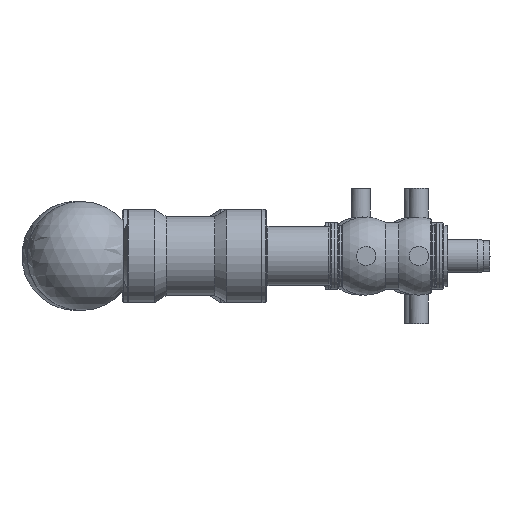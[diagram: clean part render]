
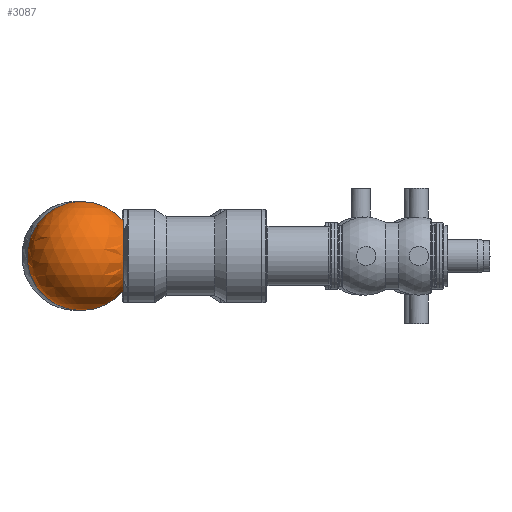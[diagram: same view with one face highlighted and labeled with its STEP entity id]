
A CAD part, left-side view. The second image highlights one B-rep face of the part: STEP entity #3087.
In plain terms, the highlighted spherical face has radius 72.5 mm.
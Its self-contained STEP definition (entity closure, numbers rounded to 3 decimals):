
#231=SPHERICAL_SURFACE('',#3608,72.5);
#637=FACE_BOUND('',#1499,.T.);
#1499=EDGE_LOOP('',(#2741));
#1726=CIRCLE('',#3609,46.648);
#1980=VERTEX_POINT('',#6491);
#2234=EDGE_CURVE('',#1980,#1980,#1726,.T.);
#2741=ORIENTED_EDGE('',*,*,#2234,.F.);
#3087=ADVANCED_FACE('',(#637),#231,.T.);
#3608=AXIS2_PLACEMENT_3D('',#6490,#4672,#4673);
#3609=AXIS2_PLACEMENT_3D('',#6492,#4674,#4675);
#4672=DIRECTION('center_axis',(0.,0.,1.));
#4673=DIRECTION('ref_axis',(1.,0.,0.));
#4674=DIRECTION('center_axis',(0.,-1.,0.));
#4675=DIRECTION('ref_axis',(1.,0.,0.));
#6490=CARTESIAN_POINT('Origin',(150.,266.5,0.));
#6491=CARTESIAN_POINT('',(196.648,211.,0.));
#6492=CARTESIAN_POINT('Origin',(150.,211.,0.));
